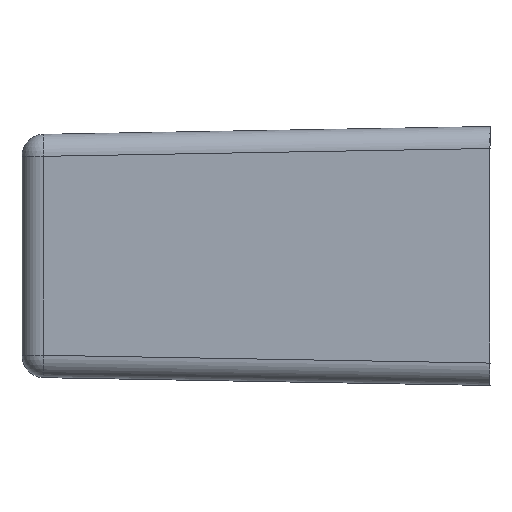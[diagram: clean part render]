
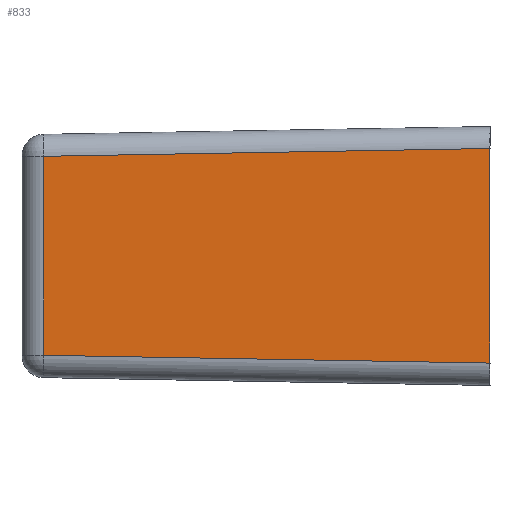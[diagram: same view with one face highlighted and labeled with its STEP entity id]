
A CAD part, top view. The second image highlights one B-rep face of the part: STEP entity #833.
In plain terms, the highlighted planar face has unit normal (-0.018, 0, 1).
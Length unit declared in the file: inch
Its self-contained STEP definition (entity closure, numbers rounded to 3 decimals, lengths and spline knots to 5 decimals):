
#63 = VECTOR ( 'NONE', #87, 39.37008 ) ;
#70 = DIRECTION ( 'NONE',  ( 0., 1., 0. ) ) ;
#75 = CARTESIAN_POINT ( 'NONE',  ( -1.64939, -0.01543, 0.45317 ) ) ;
#87 = DIRECTION ( 'NONE',  ( -1., -0.017, -0.017 ) ) ;
#109 = ORIENTED_EDGE ( 'NONE', *, *, #826, .T. ) ;
#140 = VERTEX_POINT ( 'NONE', #746 ) ;
#180 = EDGE_CURVE ( 'NONE', #612, #332, #837, .T. ) ;
#190 = CARTESIAN_POINT ( 'NONE',  ( -1.60311, 0.34515, 0.45398 ) ) ;
#231 = CARTESIAN_POINT ( 'NONE',  ( -1.60311, -0.05554, 0.45398 ) ) ;
#278 = CARTESIAN_POINT ( 'NONE',  ( -0.79241, 0.3593, 0.46813 ) ) ;
#295 = DIRECTION ( 'NONE',  ( 0., -1., 0. ) ) ;
#332 = VERTEX_POINT ( 'NONE', #190 ) ;
#353 = EDGE_LOOP ( 'NONE', ( #848, #613, #381, #109 ) ) ;
#381 = ORIENTED_EDGE ( 'NONE', *, *, #1005, .T. ) ;
#392 = DIRECTION ( 'NONE',  ( -1., 0., -0.017 ) ) ;
#410 = CARTESIAN_POINT ( 'NONE',  ( -1.64171, 0.34448, 0.4533 ) ) ;
#444 = VECTOR ( 'NONE', #468, 39.37008 ) ;
#464 = VECTOR ( 'NONE', #295, 39.37008 ) ;
#468 = DIRECTION ( 'NONE',  ( 1., -0.017, 0.017 ) ) ;
#475 = DIRECTION ( 'NONE',  ( 0.017, 0., -1. ) ) ;
#498 = VERTEX_POINT ( 'NONE', #663 ) ;
#533 = AXIS2_PLACEMENT_3D ( 'NONE', #552, #475, #392 ) ;
#552 = CARTESIAN_POINT ( 'NONE',  ( -1.64241, 0.38446, 0.45329 ) ) ;
#612 = VERTEX_POINT ( 'NONE', #278 ) ;
#613 = ORIENTED_EDGE ( 'NONE', *, *, #180, .T. ) ;
#633 = FACE_OUTER_BOUND ( 'NONE', #353, .T. ) ;
#663 = CARTESIAN_POINT ( 'NONE',  ( -0.79241, -0.03038, 0.46813 ) ) ;
#746 = CARTESIAN_POINT ( 'NONE',  ( -1.60311, -0.01623, 0.45398 ) ) ;
#797 = LINE ( 'NONE', #972, #805 ) ;
#805 = VECTOR ( 'NONE', #70, 39.37008 ) ;
#824 = LINE ( 'NONE', #75, #444 ) ;
#826 = EDGE_CURVE ( 'NONE', #140, #498, #824, .T. ) ;
#833 = ADVANCED_FACE ( 'NONE', ( #633 ), #886, .F. ) ;
#837 = LINE ( 'NONE', #410, #63 ) ;
#848 = ORIENTED_EDGE ( 'NONE', *, *, #1015, .T. ) ;
#886 = PLANE ( 'NONE',  #533 ) ;
#972 = CARTESIAN_POINT ( 'NONE',  ( -0.79241, 0., 0.46813 ) ) ;
#984 = LINE ( 'NONE', #231, #464 ) ;
#1005 = EDGE_CURVE ( 'NONE', #332, #140, #984, .T. ) ;
#1015 = EDGE_CURVE ( 'NONE', #498, #612, #797, .T. ) ;
